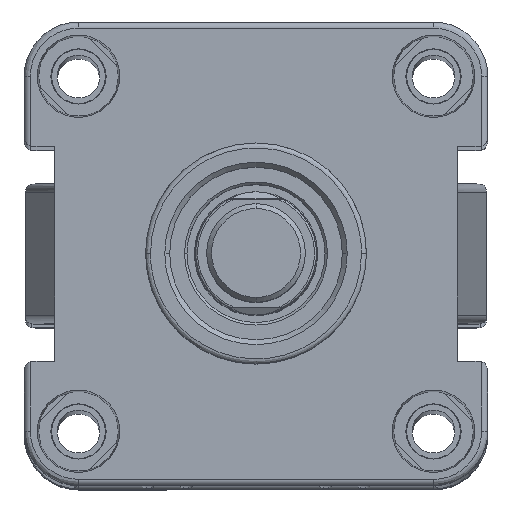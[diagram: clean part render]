
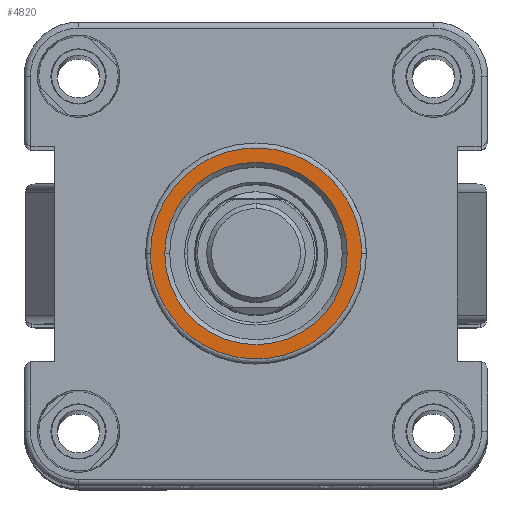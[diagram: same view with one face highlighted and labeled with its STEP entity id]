
A CAD part, top view. The second image highlights one B-rep face of the part: STEP entity #4820.
In plain terms, the highlighted face is planar.
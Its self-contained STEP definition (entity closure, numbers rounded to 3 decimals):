
#1615 = EDGE_CURVE ( 'NONE', #19542, #13854, #7876, .T. ) ;
#1628 = CARTESIAN_POINT ( 'NONE',  ( 166., 0., 21.4 ) ) ;
#3455 = CARTESIAN_POINT ( 'NONE',  ( 166., 42.8, -21.4 ) ) ;
#3691 = CARTESIAN_POINT ( 'NONE',  ( 166., 0., 0. ) ) ;
#3818 = CARTESIAN_POINT ( 'NONE',  ( 166., -42.8, 21.4 ) ) ;
#4820 = ADVANCED_FACE ( 'NONE', ( #18361, #26979 ), #16104, .F. ) ;
#4888 = VERTEX_POINT ( 'NONE', #24677 ) ;
#5686 = CARTESIAN_POINT ( 'NONE',  ( 166., 0., 21.4 ) ) ;
#5761 =( BOUNDED_CURVE ( )  B_SPLINE_CURVE ( 3, ( #5686, #14025, #3455, #24468 ),
 .UNSPECIFIED., .F., .F. ) 
 B_SPLINE_CURVE_WITH_KNOTS ( ( 4, 4 ),
 ( 0., 1. ),
 .UNSPECIFIED. ) 
 CURVE ( )  GEOMETRIC_REPRESENTATION_ITEM ( )  RATIONAL_B_SPLINE_CURVE ( ( 1., 0.333, 0.333, 1. ) ) 
 REPRESENTATION_ITEM ( '' )  );
#6019 = DIRECTION ( 'NONE',  ( 1., 0., 0. ) ) ;
#6081 = ORIENTED_EDGE ( 'NONE', *, *, #6111, .F. ) ;
#6111 = EDGE_CURVE ( 'NONE', #13854, #19542, #5761, .T. ) ;
#7215 = CIRCLE ( 'NONE', #11312, 18.5 ) ;
#7779 = CARTESIAN_POINT ( 'NONE',  ( 166., 17.5, 0. ) ) ;
#7876 =( BOUNDED_CURVE ( )  B_SPLINE_CURVE ( 3, ( #22869, #27233, #3818, #21031 ),
 .UNSPECIFIED., .F., .T. ) 
 B_SPLINE_CURVE_WITH_KNOTS ( ( 4, 4 ),
 ( 0., 1. ),
 .UNSPECIFIED. ) 
 CURVE ( )  GEOMETRIC_REPRESENTATION_ITEM ( )  RATIONAL_B_SPLINE_CURVE ( ( 1., 0.333, 0.333, 1. ) ) 
 REPRESENTATION_ITEM ( '' )  );
#8237 = ORIENTED_EDGE ( 'NONE', *, *, #26342, .F. ) ;
#9861 = DIRECTION ( 'NONE',  ( 0., 0., 1. ) ) ;
#10074 = DIRECTION ( 'NONE',  ( 0., 0., -1. ) ) ;
#11312 = AXIS2_PLACEMENT_3D ( 'NONE', #25326, #21156, #14891 ) ;
#11636 = AXIS2_PLACEMENT_3D ( 'NONE', #3691, #6019, #10074 ) ;
#13854 = VERTEX_POINT ( 'NONE', #1628 ) ;
#14025 = CARTESIAN_POINT ( 'NONE',  ( 166., 42.8, 21.4 ) ) ;
#14367 = VERTEX_POINT ( 'NONE', #21710 ) ;
#14891 = DIRECTION ( 'NONE',  ( 0., 0., -1. ) ) ;
#16020 = DIRECTION ( 'NONE',  ( -1., 0., 0. ) ) ;
#16104 = PLANE ( 'NONE',  #18777 ) ;
#16787 = ORIENTED_EDGE ( 'NONE', *, *, #1615, .F. ) ;
#18179 = ORIENTED_EDGE ( 'NONE', *, *, #18591, .F. ) ;
#18361 = FACE_OUTER_BOUND ( 'NONE', #26114, .T. ) ;
#18591 = EDGE_CURVE ( 'NONE', #4888, #14367, #7215, .T. ) ;
#18777 = AXIS2_PLACEMENT_3D ( 'NONE', #7779, #16020, #9861 ) ;
#18853 = CARTESIAN_POINT ( 'NONE',  ( 166., 0., -21.4 ) ) ;
#19542 = VERTEX_POINT ( 'NONE', #18853 ) ;
#19932 = EDGE_LOOP ( 'NONE', ( #18179, #8237 ) ) ;
#21031 = CARTESIAN_POINT ( 'NONE',  ( 166., 0., 21.4 ) ) ;
#21156 = DIRECTION ( 'NONE',  ( 1., 0., 0. ) ) ;
#21710 = CARTESIAN_POINT ( 'NONE',  ( 166., 0., 18.5 ) ) ;
#21873 = CIRCLE ( 'NONE', #11636, 18.5 ) ;
#22869 = CARTESIAN_POINT ( 'NONE',  ( 166., 0., -21.4 ) ) ;
#24468 = CARTESIAN_POINT ( 'NONE',  ( 166., 0., -21.4 ) ) ;
#24677 = CARTESIAN_POINT ( 'NONE',  ( 166., 0., -18.5 ) ) ;
#25326 = CARTESIAN_POINT ( 'NONE',  ( 166., 0., 0. ) ) ;
#26114 = EDGE_LOOP ( 'NONE', ( #6081, #16787 ) ) ;
#26342 = EDGE_CURVE ( 'NONE', #14367, #4888, #21873, .T. ) ;
#26979 = FACE_BOUND ( 'NONE', #19932, .T. ) ;
#27233 = CARTESIAN_POINT ( 'NONE',  ( 166., -42.8, -21.4 ) ) ;
